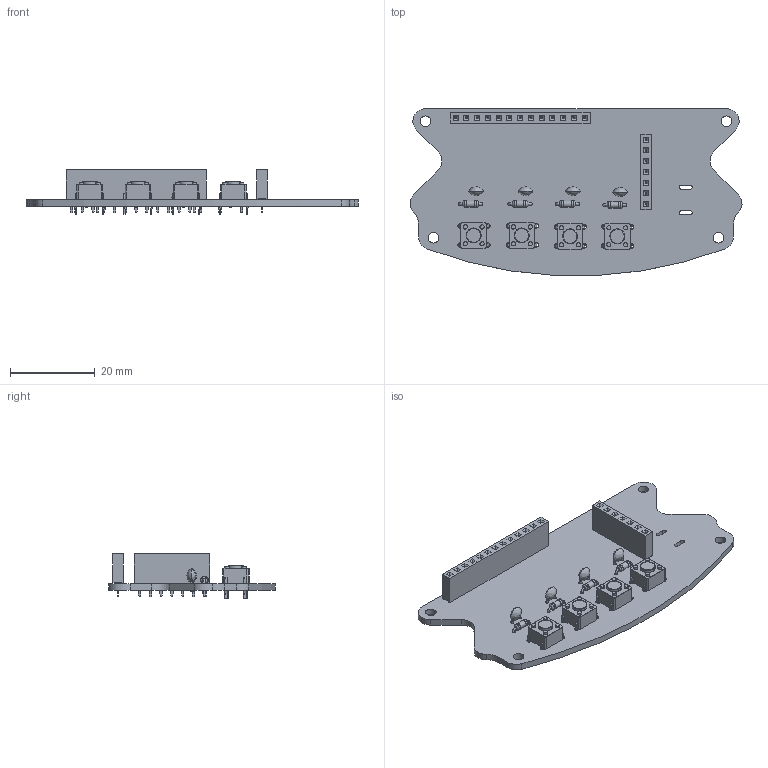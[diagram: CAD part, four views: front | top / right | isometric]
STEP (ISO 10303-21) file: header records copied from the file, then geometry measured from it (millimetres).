
FILE_DESCRIPTION(('KiCad electronic assembly'),'2;1');
FILE_NAME('io_board.step','2022-07-28T14:04:02',('Pcbnew'),('Kicad'), 'Open CASCADE STEP processor 7.6','KiCad to STEP converter','Unknown' );
FILE_SCHEMA(('AUTOMOTIVE_DESIGN { 1 0 10303 214 1 1 1 1 }'));
Length unit declared in the file: millimetre
Products named in the file (12): io_board 1; C_Disc_D3.4mm_W2.1mm_P2.50mm; SOLID; SW_PUSH_6mm; R_Axial_DIN0204_L3.6mm_D1.6mm_P5.08mm_Horizontal; PinSocket_1x07_P2.54mm_Vertical; PinSocket_1x13_P2.54mm_Vertical; io_board PCB
Assembly tree (20 placements, depth 3):
  io_board 1
    C_Disc_D3.4mm_W2.1mm_P2.50mm  x4
      SOLID
    SW_PUSH_6mm  x4
      SOLID
    R_Axial_DIN0204_L3.6mm_D1.6mm_P5.08mm_Horizontal  x4
      SOLID
    PinSocket_1x07_P2.54mm_Vertical
      SOLID
    PinSocket_1x13_P2.54mm_Vertical
      SOLID
    io_board PCB
Bounding box: 78.4 x 39.41 x 10.5 mm (x, y, z)
Volume: 5719.3 mm3; surface area: 8515.9 mm2
Topology: 15 solids, 15 shells, 1260 faces, 3242 edges, 2100 vertices
Faces by surface type: bspline 1176, cylinder 71, plane 13
Full cylindrical faces by diameter (mm): 0.7 x8, 0.8 x8, 1 x20, 1.1 x16, 2.5 x4
Entity records: 57158 total; most frequent: CARTESIAN_POINT 20477, B_SPLINE_CURVE_WITH_KNOTS 5752, ORIENTED_EDGE 4458, PCURVE 4458, DEFINITIONAL_REPRESENTATION 4458, EDGE_CURVE 2229, SURFACE_CURVE 2154, VERTEX_POINT 1452
